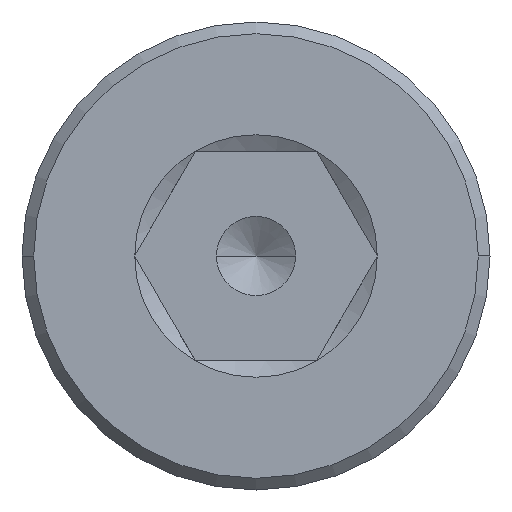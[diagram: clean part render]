
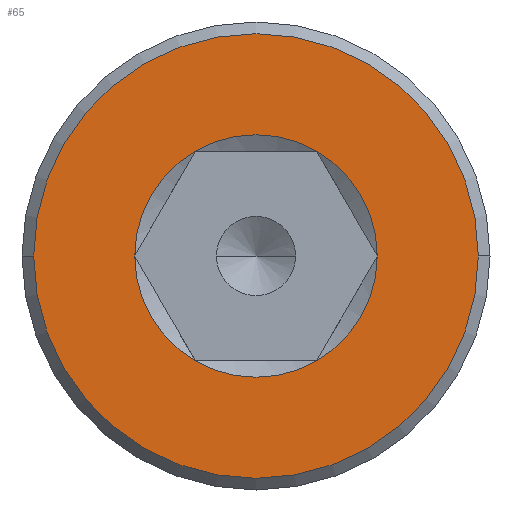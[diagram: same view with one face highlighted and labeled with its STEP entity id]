
A CAD part, left-side view. The second image highlights one B-rep face of the part: STEP entity #65.
In plain terms, the highlighted planar face has unit normal (-1, 0, 0).
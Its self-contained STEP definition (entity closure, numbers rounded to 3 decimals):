
#1 = EDGE_LOOP ( 'NONE', ( #2, #92 ) ) ;
#2 = ORIENTED_EDGE ( 'NONE', *, *, #25, .F. ) ;
#3 = EDGE_CURVE ( 'NONE', #4, #68, #245, .T. ) ;
#4 = VERTEX_POINT ( 'NONE', #204 ) ;
#5 = ORIENTED_EDGE ( 'NONE', *, *, #3, .T. ) ;
#25 = EDGE_CURVE ( 'NONE', #91, #100, #293, .T. ) ;
#32 = EDGE_CURVE ( 'NONE', #100, #91, #306, .T. ) ;
#35 = EDGE_LOOP ( 'NONE', ( #66, #70, #143, #118, #95, #5 ) ) ;
#65 = ADVANCED_FACE ( 'NONE', ( #322, #321 ), #320, .T. ) ;
#66 = ORIENTED_EDGE ( 'NONE', *, *, #67, .T. ) ;
#67 = EDGE_CURVE ( 'NONE', #68, #69, #326, .T. ) ;
#68 = VERTEX_POINT ( 'NONE', #327 ) ;
#69 = VERTEX_POINT ( 'NONE', #351 ) ;
#70 = ORIENTED_EDGE ( 'NONE', *, *, #71, .T. ) ;
#71 = EDGE_CURVE ( 'NONE', #69, #144, #349, .T. ) ;
#91 = VERTEX_POINT ( 'NONE', #420 ) ;
#92 = ORIENTED_EDGE ( 'NONE', *, *, #32, .F. ) ;
#95 = ORIENTED_EDGE ( 'NONE', *, *, #96, .T. ) ;
#96 = EDGE_CURVE ( 'NONE', #126, #4, #459, .T. ) ;
#100 = VERTEX_POINT ( 'NONE', #381 ) ;
#118 = ORIENTED_EDGE ( 'NONE', *, *, #224, .T. ) ;
#126 = VERTEX_POINT ( 'NONE', #477 ) ;
#128 = VERTEX_POINT ( 'NONE', #389 ) ;
#143 = ORIENTED_EDGE ( 'NONE', *, *, #149, .T. ) ;
#144 = VERTEX_POINT ( 'NONE', #489 ) ;
#149 = EDGE_CURVE ( 'NONE', #144, #128, #523, .T. ) ;
#204 = CARTESIAN_POINT ( 'NONE',  ( 0., 3.425, 5.932 ) ) ;
#205 = DIRECTION ( 'NONE',  ( 0., 1., 0. ) ) ;
#206 = DIRECTION ( 'NONE',  ( 1., 0., 0. ) ) ;
#207 = AXIS2_PLACEMENT_3D ( 'NONE', #244, #206, #205 ) ;
#224 = EDGE_CURVE ( 'NONE', #128, #126, #545, .T. ) ;
#244 = CARTESIAN_POINT ( 'NONE',  ( 0., 0., 0. ) ) ;
#245 = CIRCLE ( 'NONE', #207, 6.85 ) ;
#292 = AXIS2_PLACEMENT_3D ( 'NONE', #309, #357, #356 ) ;
#293 = CIRCLE ( 'NONE', #292, 12.559 ) ;
#303 = DIRECTION ( 'NONE',  ( 1., 0., 0. ) ) ;
#304 = CARTESIAN_POINT ( 'NONE',  ( 0., 0., 0. ) ) ;
#305 = AXIS2_PLACEMENT_3D ( 'NONE', #304, #303, #344 ) ;
#306 = CIRCLE ( 'NONE', #305, 12.559 ) ;
#309 = CARTESIAN_POINT ( 'NONE',  ( 0., 0., 0. ) ) ;
#316 = DIRECTION ( 'NONE',  ( -1., 0., 0. ) ) ;
#317 = CARTESIAN_POINT ( 'NONE',  ( 0., 6.85, 0. ) ) ;
#318 = AXIS2_PLACEMENT_3D ( 'NONE', #317, #316, #328 ) ;
#319 = CARTESIAN_POINT ( 'NONE',  ( 0., 0., 0. ) ) ;
#320 = PLANE ( 'NONE',  #318 ) ;
#321 = FACE_OUTER_BOUND ( 'NONE', #1, .T. ) ;
#322 = FACE_BOUND ( 'NONE', #35, .T. ) ;
#323 = DIRECTION ( 'NONE',  ( 0., 1., 0. ) ) ;
#324 = DIRECTION ( 'NONE',  ( 1., 0., 0. ) ) ;
#325 = AXIS2_PLACEMENT_3D ( 'NONE', #319, #324, #323 ) ;
#326 = CIRCLE ( 'NONE', #325, 6.85 ) ;
#327 = CARTESIAN_POINT ( 'NONE',  ( 0., -3.425, 5.932 ) ) ;
#328 = DIRECTION ( 'NONE',  ( 0., -1., 0. ) ) ;
#344 = DIRECTION ( 'NONE',  ( 0., 1., 0. ) ) ;
#345 = DIRECTION ( 'NONE',  ( 0., 1., 0. ) ) ;
#346 = DIRECTION ( 'NONE',  ( 1., 0., 0. ) ) ;
#347 = CARTESIAN_POINT ( 'NONE',  ( 0., 0., 0. ) ) ;
#348 = AXIS2_PLACEMENT_3D ( 'NONE', #347, #346, #345 ) ;
#349 = CIRCLE ( 'NONE', #348, 6.85 ) ;
#351 = CARTESIAN_POINT ( 'NONE',  ( 0., -6.85, 0. ) ) ;
#356 = DIRECTION ( 'NONE',  ( 0., 1., 0. ) ) ;
#357 = DIRECTION ( 'NONE',  ( 1., 0., 0. ) ) ;
#381 = CARTESIAN_POINT ( 'NONE',  ( 0., -12.559, 0. ) ) ;
#389 = CARTESIAN_POINT ( 'NONE',  ( 0., 3.425, -5.932 ) ) ;
#420 = CARTESIAN_POINT ( 'NONE',  ( 0., 12.559, 0. ) ) ;
#429 = DIRECTION ( 'NONE',  ( 0., 1., 0. ) ) ;
#430 = DIRECTION ( 'NONE',  ( 1., 0., 0. ) ) ;
#457 = CARTESIAN_POINT ( 'NONE',  ( 0., 0., 0. ) ) ;
#458 = AXIS2_PLACEMENT_3D ( 'NONE', #457, #430, #429 ) ;
#459 = CIRCLE ( 'NONE', #458, 6.85 ) ;
#477 = CARTESIAN_POINT ( 'NONE',  ( 0., 6.85, 0. ) ) ;
#489 = CARTESIAN_POINT ( 'NONE',  ( 0., -3.425, -5.932 ) ) ;
#522 = AXIS2_PLACEMENT_3D ( 'NONE', #583, #582, #581 ) ;
#523 = CIRCLE ( 'NONE', #522, 6.85 ) ;
#541 = DIRECTION ( 'NONE',  ( 0., 1., 0. ) ) ;
#542 = DIRECTION ( 'NONE',  ( 1., 0., 0. ) ) ;
#543 = CARTESIAN_POINT ( 'NONE',  ( 0., 0., 0. ) ) ;
#544 = AXIS2_PLACEMENT_3D ( 'NONE', #543, #542, #541 ) ;
#545 = CIRCLE ( 'NONE', #544, 6.85 ) ;
#581 = DIRECTION ( 'NONE',  ( 0., 1., 0. ) ) ;
#582 = DIRECTION ( 'NONE',  ( 1., 0., 0. ) ) ;
#583 = CARTESIAN_POINT ( 'NONE',  ( 0., 0., 0. ) ) ;
